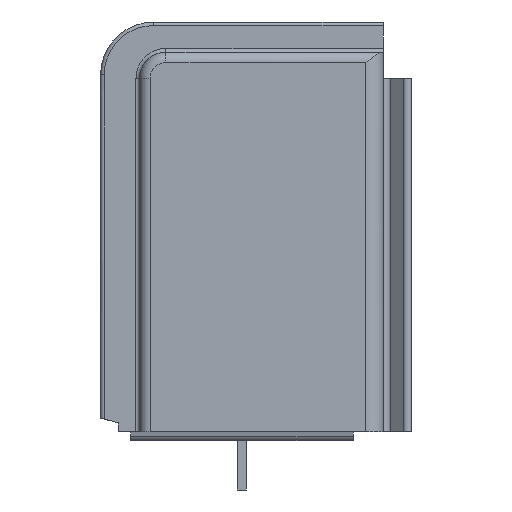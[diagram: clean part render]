
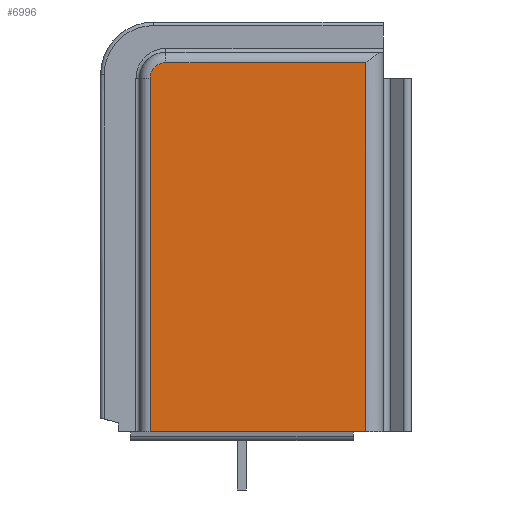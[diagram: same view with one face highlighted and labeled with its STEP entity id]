
A CAD part, left-side view. The second image highlights one B-rep face of the part: STEP entity #6996.
In plain terms, the highlighted planar face has unit normal (-1, 0, 0).
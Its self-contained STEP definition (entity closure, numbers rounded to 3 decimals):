
#133=DIRECTION('',(0.,0.,1.));
#134=VECTOR('',#133,10.45);
#135=CARTESIAN_POINT('',(-17.75,-3.5,-11.6));
#136=LINE('',#135,#134);
#137=DIRECTION('',(0.,1.,0.));
#138=VECTOR('',#137,6.1);
#139=CARTESIAN_POINT('',(-17.75,-3.5,-11.6));
#140=LINE('',#139,#138);
#141=DIRECTION('',(0.,0.,-1.));
#142=VECTOR('',#141,10.);
#143=CARTESIAN_POINT('',(-17.75,2.6,-1.6));
#144=LINE('',#143,#142);
#145=CARTESIAN_POINT('',(-17.75,2.15,-1.6));
#146=DIRECTION('',(-1.,0.,0.));
#147=DIRECTION('',(0.,0.,1.));
#148=AXIS2_PLACEMENT_3D('',#145,#146,#147);
#150=DIRECTION('',(0.,1.,0.));
#151=VECTOR('',#150,5.65);
#152=CARTESIAN_POINT('',(-17.75,-3.5,-1.15));
#153=LINE('',#152,#151);
#162=CARTESIAN_POINT('',(-17.75,-3.5,-1.15));
#5675=VERTEX_POINT('',#162);
#6380=CARTESIAN_POINT('',(-17.75,-3.5,-11.6));
#6382=VERTEX_POINT('',#6380);
#6385=CARTESIAN_POINT('',(-17.75,2.6,-11.6));
#6387=VERTEX_POINT('',#6385);
#6391=CARTESIAN_POINT('',(-17.75,2.6,-1.6));
#6392=VERTEX_POINT('',#6391);
#6393=CARTESIAN_POINT('',(-17.75,2.15,-1.15));
#6394=VERTEX_POINT('',#6393);
#6979=CARTESIAN_POINT('',(-17.75,0.,0.));
#6980=DIRECTION('',(1.,0.,0.));
#6981=DIRECTION('',(0.,0.,-1.));
#6982=AXIS2_PLACEMENT_3D('',#6979,#6980,#6981);
#6983=PLANE('',#6982);
#6985=ORIENTED_EDGE('',*,*,#6984,.F.);
#6987=ORIENTED_EDGE('',*,*,#6986,.T.);
#6989=ORIENTED_EDGE('',*,*,#6988,.F.);
#6991=ORIENTED_EDGE('',*,*,#6990,.F.);
#6993=ORIENTED_EDGE('',*,*,#6992,.F.);
#6994=EDGE_LOOP('',(#6985,#6987,#6989,#6991,#6993));
#6995=FACE_OUTER_BOUND('',#6994,.F.);
#6996=ADVANCED_FACE('',(#6995),#6983,.F.);
#149=CIRCLE('',#148,0.45);
#6984=EDGE_CURVE('',#6382,#5675,#136,.T.);
#6986=EDGE_CURVE('',#6382,#6387,#140,.T.);
#6988=EDGE_CURVE('',#6392,#6387,#144,.T.);
#6990=EDGE_CURVE('',#6394,#6392,#149,.T.);
#6992=EDGE_CURVE('',#5675,#6394,#153,.T.);
